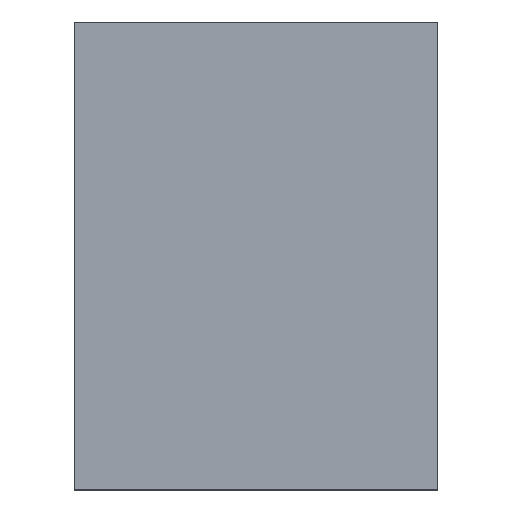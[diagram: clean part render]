
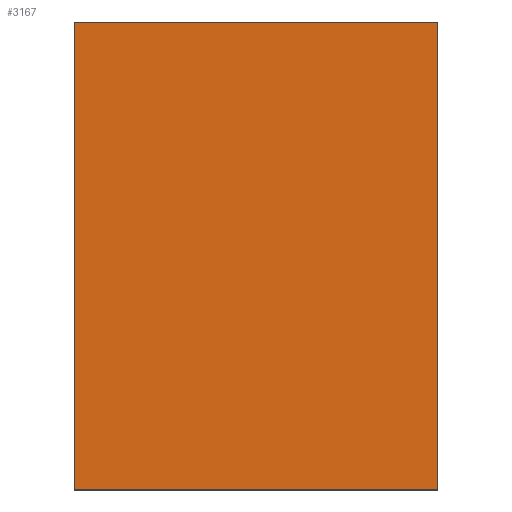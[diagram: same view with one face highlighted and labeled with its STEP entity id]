
A CAD part, top view. The second image highlights one B-rep face of the part: STEP entity #3167.
In plain terms, the highlighted face is planar.
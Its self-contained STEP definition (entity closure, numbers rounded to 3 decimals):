
#1152=DIRECTION('',(0.,0.,1.));
#1153=VECTOR('',#1152,4.5);
#1154=CARTESIAN_POINT('',(-1.75,0.75,-2.25));
#1155=LINE('',#1154,#1153);
#1159=DIRECTION('',(-1.,0.,0.));
#1160=VECTOR('',#1159,3.5);
#1161=CARTESIAN_POINT('',(1.75,0.75,-2.25));
#1162=LINE('',#1161,#1160);
#1166=DIRECTION('',(0.,0.,-1.));
#1167=VECTOR('',#1166,4.5);
#1168=CARTESIAN_POINT('',(1.75,0.75,2.25));
#1169=LINE('',#1168,#1167);
#1173=DIRECTION('',(1.,0.,0.));
#1174=VECTOR('',#1173,3.5);
#1175=CARTESIAN_POINT('',(-1.75,0.75,2.25));
#1176=LINE('',#1175,#1174);
#2262=CARTESIAN_POINT('',(-1.75,0.75,-2.25));
#2263=CARTESIAN_POINT('',(-1.75,0.75,2.25));
#2264=VERTEX_POINT('',#2262);
#2265=VERTEX_POINT('',#2263);
#2266=CARTESIAN_POINT('',(1.75,0.75,2.25));
#2267=VERTEX_POINT('',#2266);
#2268=CARTESIAN_POINT('',(1.75,0.75,-2.25));
#2269=VERTEX_POINT('',#2268);
#3156=CARTESIAN_POINT('',(0.,0.75,0.));
#3157=DIRECTION('',(0.,1.,0.));
#3158=DIRECTION('',(1.,0.,0.));
#3159=AXIS2_PLACEMENT_3D('',#3156,#3157,#3158);
#3160=PLANE('',#3159);
#3161=ORIENTED_EDGE('',*,*,#2942,.F.);
#3162=ORIENTED_EDGE('',*,*,#3020,.F.);
#3163=ORIENTED_EDGE('',*,*,#3054,.F.);
#3164=ORIENTED_EDGE('',*,*,#3130,.F.);
#3165=EDGE_LOOP('',(#3161,#3162,#3163,#3164));
#3166=FACE_OUTER_BOUND('',#3165,.F.);
#2942=EDGE_CURVE('',#2264,#2265,#1155,.T.);
#3020=EDGE_CURVE('',#2269,#2264,#1162,.T.);
#3054=EDGE_CURVE('',#2267,#2269,#1169,.T.);
#3130=EDGE_CURVE('',#2265,#2267,#1176,.T.);
#3167=ADVANCED_FACE('',(#3166),#3160,.T.);
